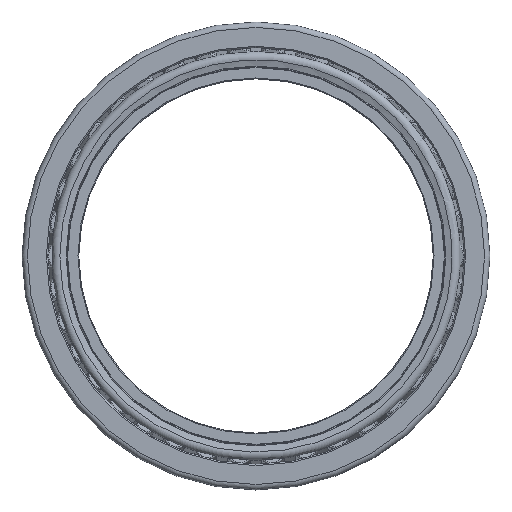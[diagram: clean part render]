
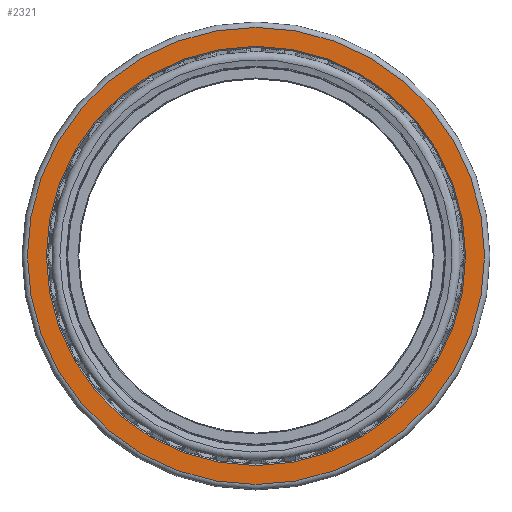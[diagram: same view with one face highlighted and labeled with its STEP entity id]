
A CAD part, top view. The second image highlights one B-rep face of the part: STEP entity #2321.
In plain terms, the highlighted planar face has unit normal (0, 0, 1).
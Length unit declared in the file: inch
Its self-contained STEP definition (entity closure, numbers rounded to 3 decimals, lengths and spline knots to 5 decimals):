
#1985=PLANE('',#7963);
#2321=ADVANCED_FACE('',(#2380,#2707),#1985,.F.);
#2380=FACE_BOUND('',#3073,.T.);
#2707=FACE_OUTER_BOUND('',#3074,.T.);
#3073=EDGE_LOOP('',(#5351));
#3074=EDGE_LOOP('',(#5352));
#5351=ORIENTED_EDGE('',*,*,#7255,.T.);
#5352=ORIENTED_EDGE('',*,*,#7256,.T.);
#6116=VERTEX_POINT('',#17396);
#6117=VERTEX_POINT('',#17398);
#7255=EDGE_CURVE('',#6116,#6116,#7364,.T.);
#7256=EDGE_CURVE('',#6117,#6117,#7365,.T.);
#7364=CIRCLE('',#7961,5.03934);
#7365=CIRCLE('',#7962,5.495);
#7961=AXIS2_PLACEMENT_3D('',#17395,#9503,#9504);
#7962=AXIS2_PLACEMENT_3D('',#17397,#9505,#9506);
#7963=AXIS2_PLACEMENT_3D('',#17399,#9507,#9508);
#9503=DIRECTION('',(0.,0.,-1.));
#9504=DIRECTION('',(-1.,0.,0.));
#9505=DIRECTION('',(0.,0.,1.));
#9506=DIRECTION('',(-1.,0.,0.));
#9507=DIRECTION('',(0.,0.,-1.));
#9508=DIRECTION('',(-1.,0.,0.));
#17395=CARTESIAN_POINT('',(0.,0.,1.375));
#17396=CARTESIAN_POINT('',(-5.03934,0.,1.375));
#17397=CARTESIAN_POINT('',(0.,0.,1.375));
#17398=CARTESIAN_POINT('',(-5.495,0.,1.375));
#17399=CARTESIAN_POINT('',(5.625,0.,1.375));
